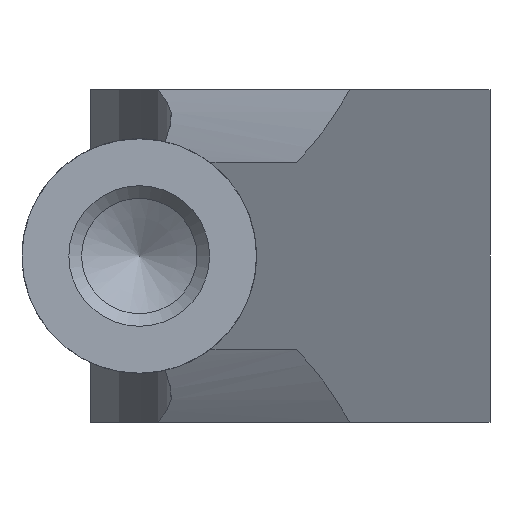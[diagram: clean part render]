
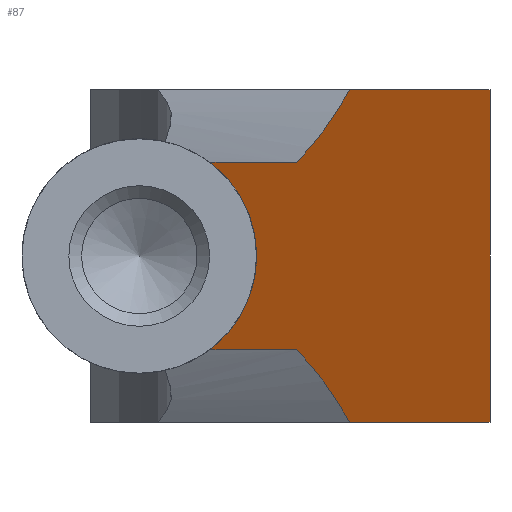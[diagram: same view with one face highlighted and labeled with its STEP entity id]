
A CAD part, left-side view. The second image highlights one B-rep face of the part: STEP entity #87.
In plain terms, the highlighted planar face has unit normal (-0.173, -0.985, 0).
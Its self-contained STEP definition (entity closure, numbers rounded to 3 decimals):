
#87 = ADVANCED_FACE( '', ( #125 ), #126, .T. );
#125 = FACE_OUTER_BOUND( '', #178, .T. );
#126 = PLANE( '', #179 );
#178 = EDGE_LOOP( '', ( #309, #310, #311, #312, #313, #314, #315, #316 ) );
#179 = AXIS2_PLACEMENT_3D( '', #317, #318, #319 );
#309 = ORIENTED_EDGE( '', *, *, #441, .T. );
#310 = ORIENTED_EDGE( '', *, *, #405, .F. );
#311 = ORIENTED_EDGE( '', *, *, #402, .F. );
#312 = ORIENTED_EDGE( '', *, *, #442, .T. );
#313 = ORIENTED_EDGE( '', *, *, #443, .T. );
#314 = ORIENTED_EDGE( '', *, *, #444, .F. );
#315 = ORIENTED_EDGE( '', *, *, #434, .F. );
#316 = ORIENTED_EDGE( '', *, *, #418, .F. );
#317 = CARTESIAN_POINT( '', ( 174.059, -14.961, 15. ) );
#318 = DIRECTION( '', ( -0.173, -0.985, 0. ) );
#319 = DIRECTION( '', ( 0.985, -0.173, 0. ) );
#402 = EDGE_CURVE( '', #466, #468, #469, .T. );
#405 = EDGE_CURVE( '', #468, #473, #474, .T. );
#418 = EDGE_CURVE( '', #496, #498, #499, .T. );
#434 = EDGE_CURVE( '', #498, #527, #528, .T. );
#441 = EDGE_CURVE( '', #496, #473, #535, .T. );
#442 = EDGE_CURVE( '', #466, #536, #537, .T. );
#443 = EDGE_CURVE( '', #536, #538, #539, .T. );
#444 = EDGE_CURVE( '', #527, #538, #540, .T. );
#466 = VERTEX_POINT( '', #576 );
#468 = VERTEX_POINT( '', #579 );
#469 = ELLIPSE( '', #580, 101.529, 100. );
#473 = VERTEX_POINT( '', #585 );
#474 = LINE( '', #586, #587 );
#496 = VERTEX_POINT( '', #614 );
#498 = VERTEX_POINT( '', #616 );
#499 = LINE( '', #617, #618 );
#527 = VERTEX_POINT( '', #725 );
#528 = ELLIPSE( '', #726, 101.529, 100. );
#535 = LINE( '', #737, #738 );
#536 = VERTEX_POINT( '', #739 );
#537 = LINE( '', #740, #741 );
#538 = VERTEX_POINT( '', #742 );
#539 = LINE( '', #743, #744 );
#540 = LINE( '', #745, #746 );
#576 = CARTESIAN_POINT( '', ( 140., -8.982, -7.1 ) );
#579 = CARTESIAN_POINT( '', ( 127., -6.7, -4. ) );
#580 = AXIS2_PLACEMENT_3D( '', #771, #772, #773 );
#585 = CARTESIAN_POINT( '', ( 99.19, -1.818, -4. ) );
#586 = CARTESIAN_POINT( '', ( 88.013, 0.144, -4. ) );
#587 = VECTOR( '', #778, 1000. );
#614 = CARTESIAN_POINT( '', ( 99.19, -1.818, 4. ) );
#616 = CARTESIAN_POINT( '', ( 127., -6.7, 4. ) );
#617 = CARTESIAN_POINT( '', ( 123.441, -6.075, 4. ) );
#618 = VECTOR( '', #805, 1000. );
#725 = CARTESIAN_POINT( '', ( 140., -8.982, 7.1 ) );
#726 = AXIS2_PLACEMENT_3D( '', #827, #828, #829 );
#737 = CARTESIAN_POINT( '', ( 99.19, -1.818, 15. ) );
#738 = VECTOR( '', #840, 1000. );
#739 = CARTESIAN_POINT( '', ( 174.052, -14.96, -7.1 ) );
#740 = CARTESIAN_POINT( '', ( 100.125, -1.982, -7.1 ) );
#741 = VECTOR( '', #841, 1000. );
#742 = CARTESIAN_POINT( '', ( 174.052, -14.96, 7.1 ) );
#743 = CARTESIAN_POINT( '', ( 174.052, -14.96, 7.1 ) );
#744 = VECTOR( '', #842, 1000. );
#745 = CARTESIAN_POINT( '', ( 100.125, -1.982, 7.1 ) );
#746 = VECTOR( '', #843, 1000. );
#771 = CARTESIAN_POINT( '', ( 110.356, -3.778, -102.605 ) );
#772 = DIRECTION( '', ( -0.173, -0.985, 0. ) );
#773 = DIRECTION( '', ( 0.985, -0.173, 0. ) );
#778 = DIRECTION( '', ( -0.985, 0.173, 0. ) );
#805 = DIRECTION( '', ( 0.985, -0.173, 0. ) );
#827 = CARTESIAN_POINT( '', ( 110.356, -3.778, 102.605 ) );
#828 = DIRECTION( '', ( -0.173, -0.985, 0. ) );
#829 = DIRECTION( '', ( 0.985, -0.173, 0. ) );
#840 = DIRECTION( '', ( 0., 0., -1. ) );
#841 = DIRECTION( '', ( 0.985, -0.173, 0. ) );
#842 = DIRECTION( '', ( 0., 0., 1. ) );
#843 = DIRECTION( '', ( 0.985, -0.173, 0. ) );
